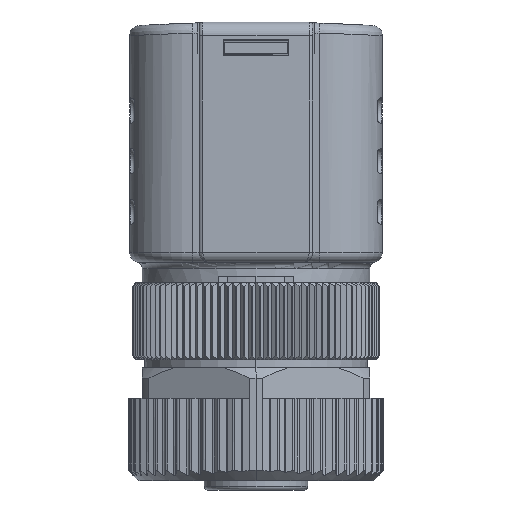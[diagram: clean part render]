
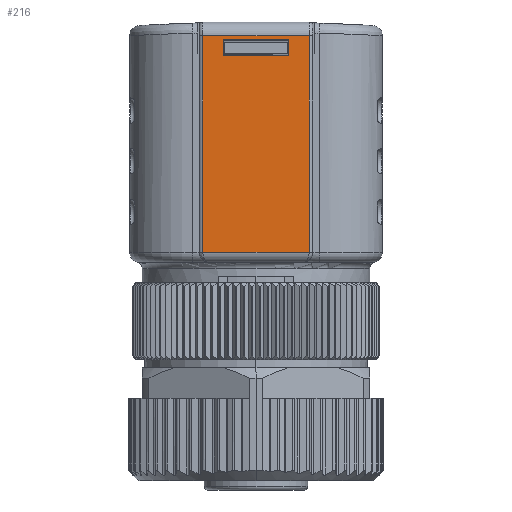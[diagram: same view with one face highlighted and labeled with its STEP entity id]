
A CAD part, left-side view. The second image highlights one B-rep face of the part: STEP entity #216.
In plain terms, the highlighted planar face has unit normal (-1, 0, 0).
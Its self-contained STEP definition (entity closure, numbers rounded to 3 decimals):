
#216=ADVANCED_FACE('',(#1384,#1385),#1386,.F.);
#1384=FACE_OUTER_BOUND('',#3541,.T.);
#1385=FACE_BOUND('',#3542,.T.);
#1386=PLANE('',#3543);
#3541=EDGE_LOOP('',(#6861,#6862,#6863,#6864));
#3542=EDGE_LOOP('',(#6865,#6866,#6867,#6868));
#3543=AXIS2_PLACEMENT_3D('',#6869,#6870,#6871);
#6861=ORIENTED_EDGE('',*,*,#14250,.T.);
#6862=ORIENTED_EDGE('',*,*,#14251,.T.);
#6863=ORIENTED_EDGE('',*,*,#14252,.T.);
#6864=ORIENTED_EDGE('',*,*,#14253,.T.);
#6865=ORIENTED_EDGE('',*,*,#14254,.F.);
#6866=ORIENTED_EDGE('',*,*,#14255,.T.);
#6867=ORIENTED_EDGE('',*,*,#14256,.T.);
#6868=ORIENTED_EDGE('',*,*,#14257,.F.);
#6869=CARTESIAN_POINT('',(-31.7,4.5,-8.));
#6870=DIRECTION('',(1.0,0.,0.));
#6871=DIRECTION('',(0.,0.0,1.0));
#14250=EDGE_CURVE('',#17248,#17249,#17250,.T.);
#14251=EDGE_CURVE('',#17249,#17251,#17252,.T.);
#14252=EDGE_CURVE('',#17251,#17253,#17254,.T.);
#14253=EDGE_CURVE('',#17253,#17248,#17255,.T.);
#14254=EDGE_CURVE('',#17256,#17257,#17258,.T.);
#14255=EDGE_CURVE('',#17256,#17259,#17260,.T.);
#14256=EDGE_CURVE('',#17259,#17261,#17262,.T.);
#14257=EDGE_CURVE('',#17257,#17261,#17263,.T.);
#17248=VERTEX_POINT('',#23070);
#17249=VERTEX_POINT('',#23071);
#17250=LINE('',#23072,#23073);
#17251=VERTEX_POINT('',#23074);
#17252=LINE('',#23075,#23076);
#17253=VERTEX_POINT('',#23077);
#17254=LINE('',#23078,#23079);
#17255=LINE('',#23080,#23081);
#17256=VERTEX_POINT('',#23082);
#17257=VERTEX_POINT('',#23083);
#17258=LINE('',#23084,#23085);
#17259=VERTEX_POINT('',#23086);
#17260=LINE('',#23087,#23088);
#17261=VERTEX_POINT('',#23089);
#17262=LINE('',#23090,#23091);
#17263=LINE('',#23092,#23093);
#23070=CARTESIAN_POINT('',(-31.7,4.2,9.9));
#23071=CARTESIAN_POINT('',(-31.7,4.2,-7.2));
#23072=CARTESIAN_POINT('',(-31.7,4.2,-8.));
#23073=VECTOR('',#29957,1.0);
#23074=CARTESIAN_POINT('',(-31.7,-4.2,-7.2));
#23075=CARTESIAN_POINT('',(-31.7,4.5,-7.2));
#23076=VECTOR('',#29958,1.0);
#23077=CARTESIAN_POINT('',(-31.7,-4.2,9.9));
#23078=CARTESIAN_POINT('',(-31.7,-4.2,-8.0));
#23079=VECTOR('',#29959,1.0);
#23080=CARTESIAN_POINT('',(-31.7,4.5,9.9));
#23081=VECTOR('',#29960,1.0);
#23082=CARTESIAN_POINT('',(-31.7,2.6,9.6));
#23083=CARTESIAN_POINT('',(-31.7,2.6,8.316));
#23084=CARTESIAN_POINT('',(-31.7,2.6,9.6));
#23085=VECTOR('',#29961,1.0);
#23086=CARTESIAN_POINT('',(-31.7,-2.6,9.6));
#23087=CARTESIAN_POINT('',(-31.7,2.6,9.6));
#23088=VECTOR('',#29962,1.0);
#23089=CARTESIAN_POINT('',(-31.7,-2.6,8.316));
#23090=CARTESIAN_POINT('',(-31.7,-2.6,9.6));
#23091=VECTOR('',#29963,1.0);
#23092=CARTESIAN_POINT('',(-31.7,2.6,8.316));
#23093=VECTOR('',#29964,1.0);
#29957=DIRECTION('',(0.,0.,-1.0));
#29958=DIRECTION('',(0.,-1.0,0.));
#29959=DIRECTION('',(0.,0.,1.0));
#29960=DIRECTION('',(0.,1.0,0.));
#29961=DIRECTION('',(0.,0.,-1.0));
#29962=DIRECTION('',(0.,-1.0,0.));
#29963=DIRECTION('',(0.,0.,-1.0));
#29964=DIRECTION('',(0.,-1.0,0.));
